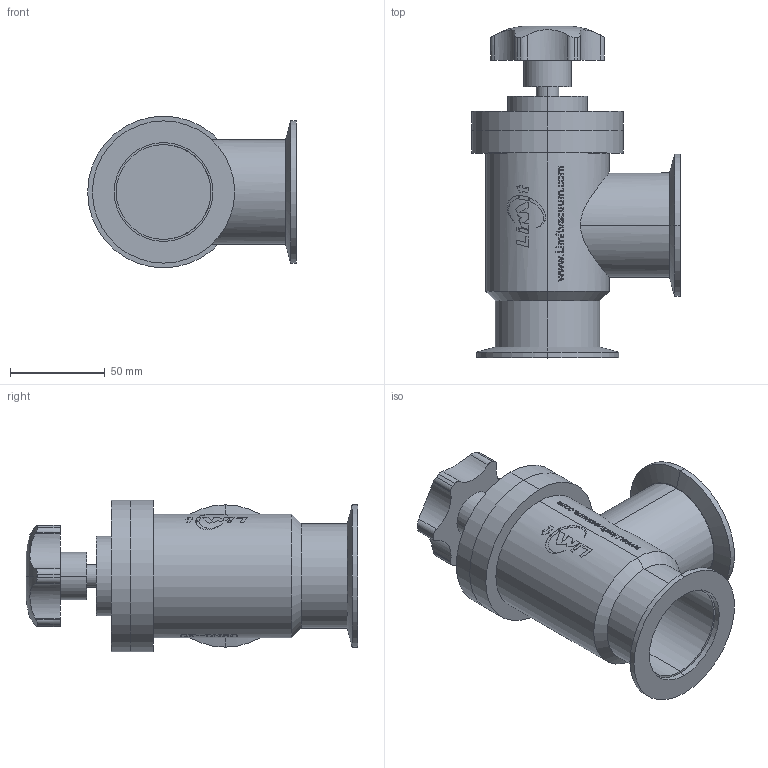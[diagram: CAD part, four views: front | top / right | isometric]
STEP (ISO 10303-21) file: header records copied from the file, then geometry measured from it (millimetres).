
FILE_DESCRIPTION (( 'STEP AP214' ), '1' );
FILE_NAME ('GK-DN50.STEP', '2024-05-14T08:20:23', ( '' ), ( '' ), 'SwSTEP 2.0', 'SolidWorks 2020', '' );
FILE_SCHEMA (( 'AUTOMOTIVE_DESIGN' ));
Length unit declared in the file: millimetre
Products named in the file (1): GK-DN50
Bounding box: 110 x 175 x 80 mm (x, y, z)
Volume: 442623 mm3; surface area: 105342.4 mm2
Topology: 3 solids, 3 shells, 641 faces, 1721 edges, 1143 vertices
Faces by surface type: bspline 302, plane 224, cylinder 107, cone 6, torus 2
Entity records: 67117 total; most frequent: CARTESIAN_POINT 53651, ORIENTED_EDGE 3442, EDGE_CURVE 1721, DIRECTION 1656, VERTEX_POINT 1143, B_SPLINE_CURVE_WITH_KNOTS 1024, EDGE_LOOP 702, ADVANCED_FACE 641
